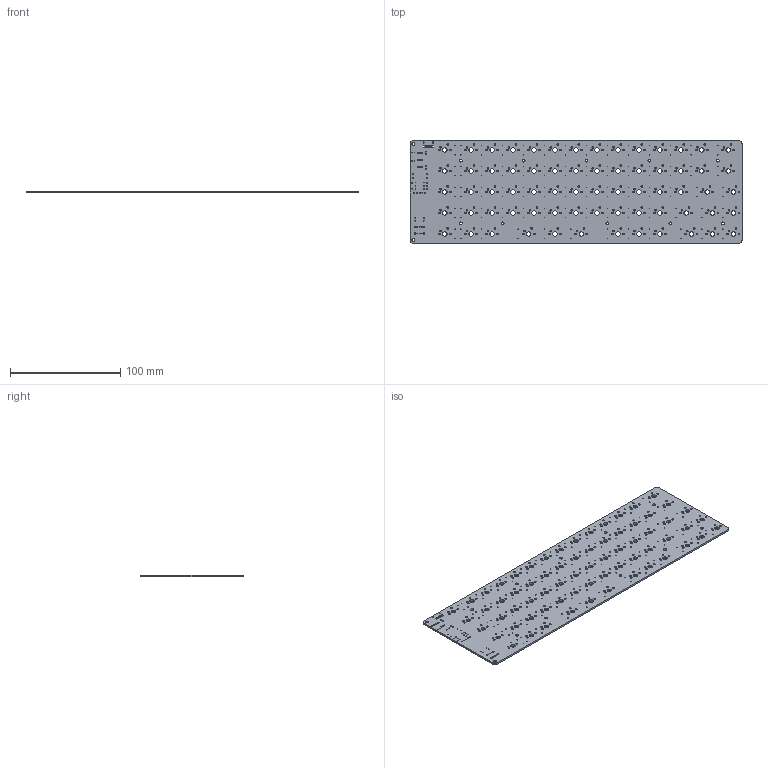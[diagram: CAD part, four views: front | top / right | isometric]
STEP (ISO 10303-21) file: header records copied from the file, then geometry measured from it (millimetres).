
FILE_DESCRIPTION(('KiCad electronic assembly'),'2;1');
FILE_NAME('Uniform.step','2022-07-25T20:10:53',('Pcbnew'),('Kicad'), 'Open CASCADE STEP processor 7.6','KiCad to STEP converter','Unknown' );
FILE_SCHEMA(('AUTOMOTIVE_DESIGN { 1 0 10303 214 1 1 1 1 }'));
Length unit declared in the file: millimetre
Products named in the file (2): Uniform 1; Uniform PCB
Assembly tree (1 placements, depth 2):
  Uniform 1
    Uniform PCB
Bounding box: 301.45 x 93.4 x 1.6 mm (x, y, z)
Volume: 42534.2 mm3; surface area: 58930.8 mm2
Topology: 1 solids, 1 shells, 584 faces, 1746 edges, 1164 vertices
Faces by surface type: cylinder 570, plane 14
Full cylindrical faces by diameter (mm): 0.4 x16, 0.7 x8, 0.73 x136, 0.75 x2, 0.8 x28, 0.864 x4, 1 x8, 1.499 x136, 1.5 x4, 1.702 x136, 2.7 x12, 3.988 x68
Entity records: 45363 total; most frequent: DIRECTION 7550, CARTESIAN_POINT 6988, ORIENTED_EDGE 3492, PCURVE 3492, DEFINITIONAL_REPRESENTATION 3492, LINE 2958, VECTOR 2958, CIRCLE 2280
